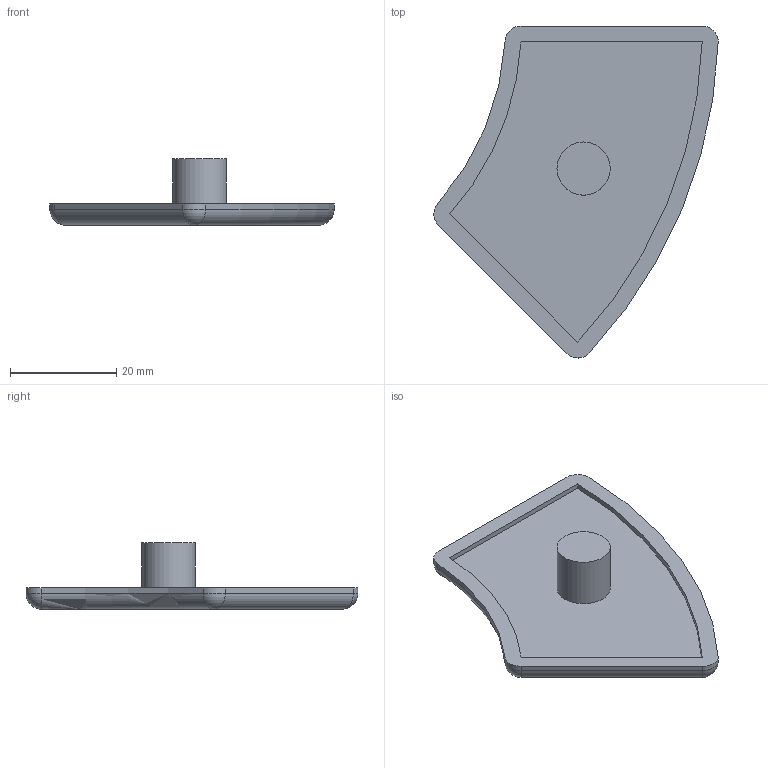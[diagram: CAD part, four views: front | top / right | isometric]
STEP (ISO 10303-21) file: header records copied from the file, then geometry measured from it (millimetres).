
FILE_DESCRIPTION(('STEP AP203'),'1');
FILE_NAME('BASE10B1179.stp','2023-10-13T14:46:37',(' '),(' '),'Spatial InterOp 3D',' ',' ');
FILE_SCHEMA(('CONFIG_CONTROL_DESIGN'));
Length unit declared in the file: millimetre
Products named in the file (1): Embout 10 R40/80-45° noir
Bounding box: 53.4 x 62.36 x 12.5 mm (x, y, z)
Volume: 7498.1 mm3; surface area: 5344.9 mm2
Topology: 1 solids, 1 shells, 25 faces, 55 edges, 30 vertices
Faces by surface type: cylinder 11, plane 8, sphere 4, torus 2
Full cylindrical faces by diameter (mm): 10 x1
Entity records: 822 total; most frequent: DIRECTION 130, CARTESIAN_POINT 106, ORIENTED_EDGE 100, AXIS2_PLACEMENT_3D 54, EDGE_CURVE 50, VERTEX_POINT 30, EDGE_LOOP 28, CIRCLE 28
